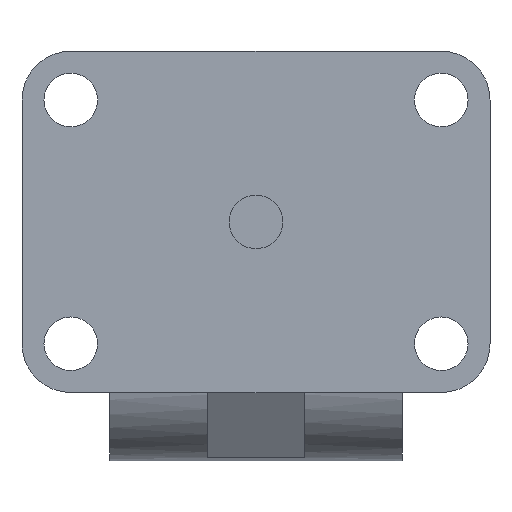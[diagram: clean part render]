
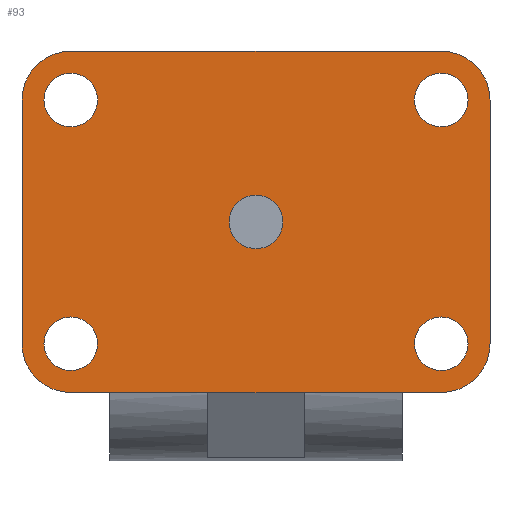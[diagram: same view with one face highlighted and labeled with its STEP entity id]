
A CAD part, front view. The second image highlights one B-rep face of the part: STEP entity #93.
In plain terms, the highlighted planar face has unit normal (0, -1, 0).
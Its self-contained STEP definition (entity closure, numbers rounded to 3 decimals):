
#93=ADVANCED_FACE('',(#195,#196,#197,#198,#199,#200),#201,.F.);
#195=FACE_BOUND('',#302,.T.);
#196=FACE_BOUND('',#303,.T.);
#197=FACE_BOUND('',#304,.T.);
#198=FACE_BOUND('',#305,.T.);
#199=FACE_BOUND('',#306,.T.);
#200=FACE_OUTER_BOUND('',#307,.T.);
#201=PLANE('',#308);
#302=EDGE_LOOP('',(#694,#695));
#303=EDGE_LOOP('',(#696,#697));
#304=EDGE_LOOP('',(#698,#699));
#305=EDGE_LOOP('',(#700,#701));
#306=EDGE_LOOP('',(#702,#703));
#307=EDGE_LOOP('',(#704,#705,#706,#707,#708,#709,#710,#711));
#308=AXIS2_PLACEMENT_3D('',#712,#713,#714);
#694=ORIENTED_EDGE('',*,*,#747,.T.);
#695=ORIENTED_EDGE('',*,*,#746,.T.);
#696=ORIENTED_EDGE('',*,*,#787,.T.);
#697=ORIENTED_EDGE('',*,*,#730,.T.);
#698=ORIENTED_EDGE('',*,*,#812,.T.);
#699=ORIENTED_EDGE('',*,*,#726,.T.);
#700=ORIENTED_EDGE('',*,*,#835,.T.);
#701=ORIENTED_EDGE('',*,*,#722,.T.);
#702=ORIENTED_EDGE('',*,*,#844,.T.);
#703=ORIENTED_EDGE('',*,*,#718,.T.);
#704=ORIENTED_EDGE('',*,*,#836,.F.);
#705=ORIENTED_EDGE('',*,*,#789,.F.);
#706=ORIENTED_EDGE('',*,*,#795,.F.);
#707=ORIENTED_EDGE('',*,*,#800,.F.);
#708=ORIENTED_EDGE('',*,*,#845,.F.);
#709=ORIENTED_EDGE('',*,*,#814,.F.);
#710=ORIENTED_EDGE('',*,*,#819,.F.);
#711=ORIENTED_EDGE('',*,*,#824,.F.);
#712=CARTESIAN_POINT('',(0.,0.0,0.));
#713=DIRECTION('',(0.,1.0,0.));
#714=DIRECTION('',(-1.0,0.0,0.));
#718=EDGE_CURVE('',#847,#851,#853,.T.);
#722=EDGE_CURVE('',#855,#859,#861,.T.);
#726=EDGE_CURVE('',#863,#867,#869,.T.);
#730=EDGE_CURVE('',#871,#875,#877,.T.);
#746=EDGE_CURVE('',#903,#907,#909,.T.);
#747=EDGE_CURVE('',#907,#903,#910,.T.);
#787=EDGE_CURVE('',#875,#871,#974,.T.);
#789=EDGE_CURVE('',#975,#977,#978,.T.);
#795=EDGE_CURVE('',#986,#975,#988,.T.);
#800=EDGE_CURVE('',#994,#986,#996,.T.);
#812=EDGE_CURVE('',#867,#863,#1014,.T.);
#814=EDGE_CURVE('',#1015,#1017,#1018,.T.);
#819=EDGE_CURVE('',#1024,#1015,#1026,.T.);
#824=EDGE_CURVE('',#1033,#1024,#1035,.T.);
#835=EDGE_CURVE('',#859,#855,#1050,.T.);
#836=EDGE_CURVE('',#977,#1033,#1051,.T.);
#844=EDGE_CURVE('',#851,#847,#1061,.T.);
#845=EDGE_CURVE('',#1017,#994,#1062,.T.);
#847=VERTEX_POINT('',#1064);
#851=VERTEX_POINT('',#1069);
#853=CIRCLE('',#1072,5.5);
#855=VERTEX_POINT('',#1074);
#859=VERTEX_POINT('',#1079);
#861=CIRCLE('',#1082,5.5);
#863=VERTEX_POINT('',#1084);
#867=VERTEX_POINT('',#1089);
#869=CIRCLE('',#1092,5.5);
#871=VERTEX_POINT('',#1094);
#875=VERTEX_POINT('',#1099);
#877=CIRCLE('',#1102,5.5);
#903=VERTEX_POINT('',#1134);
#907=VERTEX_POINT('',#1139);
#909=CIRCLE('',#1142,5.5);
#910=CIRCLE('',#1143,5.5);
#974=CIRCLE('',#1233,5.5);
#975=VERTEX_POINT('',#1234);
#977=VERTEX_POINT('',#1237);
#978=LINE('',#1238,#1239);
#986=VERTEX_POINT('',#1251);
#988=CIRCLE('',#1254,10.0);
#994=VERTEX_POINT('',#1263);
#996=LINE('',#1266,#1267);
#1014=CIRCLE('',#1293,5.5);
#1015=VERTEX_POINT('',#1294);
#1017=VERTEX_POINT('',#1297);
#1018=LINE('',#1298,#1299);
#1024=VERTEX_POINT('',#1308);
#1026=CIRCLE('',#1311,10.0);
#1033=VERTEX_POINT('',#1321);
#1035=LINE('',#1324,#1325);
#1050=CIRCLE('',#1346,5.5);
#1051=CIRCLE('',#1347,10.0);
#1061=CIRCLE('',#1361,5.5);
#1062=CIRCLE('',#1362,10.0);
#1064=CARTESIAN_POINT('',(-43.5,0.,25.0));
#1069=CARTESIAN_POINT('',(-32.5,0.,25.0));
#1072=AXIS2_PLACEMENT_3D('',#1368,#1369,#1370);
#1074=CARTESIAN_POINT('',(43.5,0.,-25.0));
#1079=CARTESIAN_POINT('',(32.5,0.,-25.0));
#1082=AXIS2_PLACEMENT_3D('',#1376,#1377,#1378);
#1084=CARTESIAN_POINT('',(-38.0,0.,-30.5));
#1089=CARTESIAN_POINT('',(-38.0,0.,-19.5));
#1092=AXIS2_PLACEMENT_3D('',#1384,#1385,#1386);
#1094=CARTESIAN_POINT('',(38.0,0.,30.5));
#1099=CARTESIAN_POINT('',(38.0,0.,19.5));
#1102=AXIS2_PLACEMENT_3D('',#1392,#1393,#1394);
#1134=CARTESIAN_POINT('',(-5.5,0.,0.));
#1139=CARTESIAN_POINT('',(5.5,0.,0.0));
#1142=AXIS2_PLACEMENT_3D('',#1424,#1425,#1426);
#1143=AXIS2_PLACEMENT_3D('',#1427,#1428,#1429);
#1233=AXIS2_PLACEMENT_3D('',#1495,#1496,#1497);
#1234=CARTESIAN_POINT('',(48.0,0.,25.0));
#1237=CARTESIAN_POINT('',(48.0,0.,-25.0));
#1238=CARTESIAN_POINT('',(48.0,0.,25.0));
#1239=VECTOR('',#1499,1.0);
#1251=CARTESIAN_POINT('',(38.0,0.,35.0));
#1254=AXIS2_PLACEMENT_3D('',#1505,#1506,#1507);
#1263=CARTESIAN_POINT('',(-38.0,0.,35.0));
#1266=CARTESIAN_POINT('',(-38.0,0.,35.0));
#1267=VECTOR('',#1512,1.0);
#1293=AXIS2_PLACEMENT_3D('',#1530,#1531,#1532);
#1294=CARTESIAN_POINT('',(-48.0,0.,-25.0));
#1297=CARTESIAN_POINT('',(-48.0,0.,25.0));
#1298=CARTESIAN_POINT('',(-48.0,0.,-25.0));
#1299=VECTOR('',#1534,1.0);
#1308=CARTESIAN_POINT('',(-38.0,0.,-35.0));
#1311=AXIS2_PLACEMENT_3D('',#1539,#1540,#1541);
#1321=CARTESIAN_POINT('',(38.0,0.,-35.0));
#1324=CARTESIAN_POINT('',(38.0,0.,-35.0));
#1325=VECTOR('',#1546,1.0);
#1346=AXIS2_PLACEMENT_3D('',#1565,#1566,#1567);
#1347=AXIS2_PLACEMENT_3D('',#1568,#1569,#1570);
#1361=AXIS2_PLACEMENT_3D('',#1584,#1585,#1586);
#1362=AXIS2_PLACEMENT_3D('',#1587,#1588,#1589);
#1368=CARTESIAN_POINT('',(-38.0,0.,25.0));
#1369=DIRECTION('',(0.,1.0,0.));
#1370=DIRECTION('',(-1.0,0.0,0.));
#1376=CARTESIAN_POINT('',(38.0,0.,-25.0));
#1377=DIRECTION('',(0.,1.0,0.));
#1378=DIRECTION('',(1.0,0.,0.));
#1384=CARTESIAN_POINT('',(-38.0,0.,-25.0));
#1385=DIRECTION('',(0.,1.0,0.));
#1386=DIRECTION('',(0.,0.,-1.0));
#1392=CARTESIAN_POINT('',(38.0,0.,25.0));
#1393=DIRECTION('',(0.,1.0,0.));
#1394=DIRECTION('',(0.,0.,1.0));
#1424=CARTESIAN_POINT('',(0.0,0.0,0.0));
#1425=DIRECTION('',(0.,1.0,0.));
#1426=DIRECTION('',(-1.0,0.0,0.));
#1427=CARTESIAN_POINT('',(0.0,0.0,0.0));
#1428=DIRECTION('',(0.,1.0,0.));
#1429=DIRECTION('',(-1.0,0.0,0.));
#1495=CARTESIAN_POINT('',(38.0,0.,25.0));
#1496=DIRECTION('',(0.,1.0,0.));
#1497=DIRECTION('',(0.,0.,1.0));
#1499=DIRECTION('',(0.,0.,-1.0));
#1505=CARTESIAN_POINT('',(38.0,0.,25.0));
#1506=DIRECTION('',(0.,1.0,0.));
#1507=DIRECTION('',(-1.0,0.0,0.));
#1512=DIRECTION('',(1.0,0.0,0.));
#1530=CARTESIAN_POINT('',(-38.0,0.,-25.0));
#1531=DIRECTION('',(0.,1.0,0.));
#1532=DIRECTION('',(0.,0.,-1.0));
#1534=DIRECTION('',(0.,0.,1.0));
#1539=CARTESIAN_POINT('',(-38.0,0.,-25.0));
#1540=DIRECTION('',(0.,1.0,0.));
#1541=DIRECTION('',(-1.0,0.0,0.));
#1546=DIRECTION('',(-1.0,0.0,0.));
#1565=CARTESIAN_POINT('',(38.0,0.,-25.0));
#1566=DIRECTION('',(0.,1.0,0.));
#1567=DIRECTION('',(1.0,0.,0.));
#1568=CARTESIAN_POINT('',(38.0,0.,-25.0));
#1569=DIRECTION('',(0.,1.0,0.));
#1570=DIRECTION('',(-1.0,0.0,0.));
#1584=CARTESIAN_POINT('',(-38.0,0.,25.0));
#1585=DIRECTION('',(0.,1.0,0.));
#1586=DIRECTION('',(-1.0,0.0,0.));
#1587=CARTESIAN_POINT('',(-38.0,0.,25.0));
#1588=DIRECTION('',(0.,1.0,0.));
#1589=DIRECTION('',(-1.0,0.0,0.));
